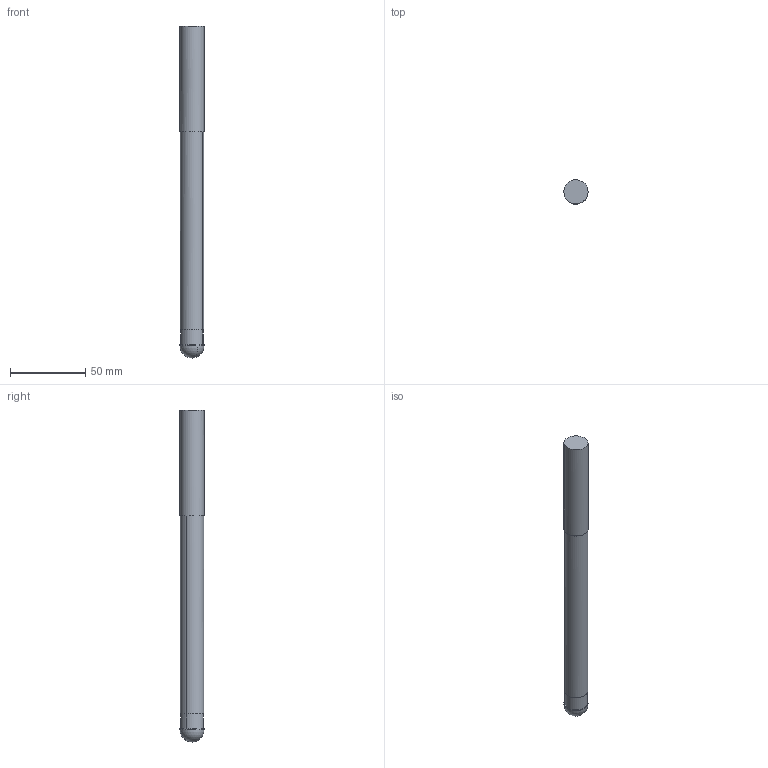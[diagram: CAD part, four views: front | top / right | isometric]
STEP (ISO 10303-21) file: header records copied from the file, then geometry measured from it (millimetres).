
FILE_DESCRIPTION((''),'2;1');
FILE_NAME('12A5U016150T3R00','2015-12-04T',('machinek'),(''),'PRO/ENGINEER BY PARAMETRIC TECHNOLOGY CORPORATION, 2011490','PRO/ENGINEER BY PARAMETRIC TECHNOLOGY CORPORATION, 2011490','');
FILE_SCHEMA(('AUTOMOTIVE_DESIGN { 1 2 10303 214 0 1 1 1 }'));
Length unit declared in the file: millimetre
Products named in the file (3): NOCUT; CUT; 12A5U016150T3R00
Assembly tree (2 placements, depth 2):
  12A5U016150T3R00
    NOCUT
    CUT
Bounding box: 16 x 16 x 220 mm (x, y, z)
Volume: 42938.3 mm3; surface area: 11646.7 mm2
Topology: 2 solids, 2 shells, 16 faces, 39 edges, 25 vertices
Faces by surface type: cylinder 6, plane 4, sphere 4, cone 2
Entity records: 830 total; most frequent: DIRECTION 109, CARTESIAN_POINT 88, ORIENTED_EDGE 62, AXIS2_PLACEMENT_3D 49, PRESENTATION_STYLE_ASSIGNMENT 48, STYLED_ITEM 43, CURVE_STYLE 41, EDGE_CURVE 31
